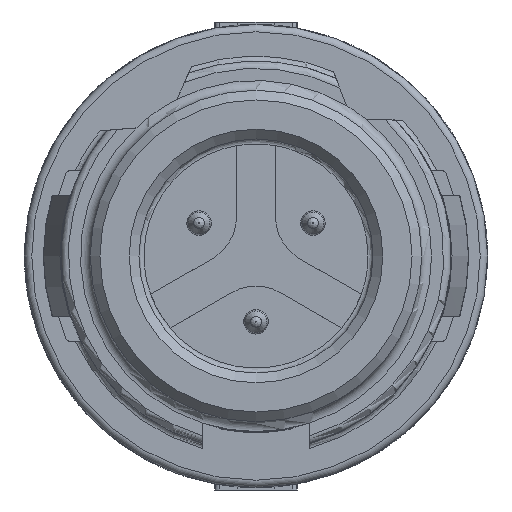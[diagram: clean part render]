
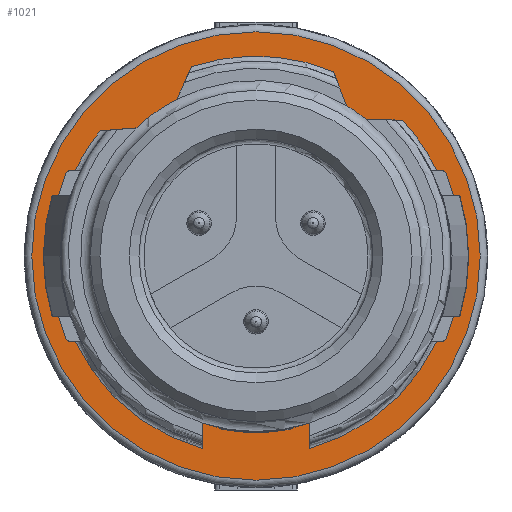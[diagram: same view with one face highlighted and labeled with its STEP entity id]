
A CAD part, left-side view. The second image highlights one B-rep face of the part: STEP entity #1021.
In plain terms, the highlighted planar face has unit normal (-1, 0, 0).
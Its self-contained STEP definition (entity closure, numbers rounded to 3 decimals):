
#171=PLANE('',#4283);
#535=LINE('',#5816,#755);
#542=LINE('',#5865,#762);
#546=LINE('',#5874,#766);
#555=LINE('',#5927,#775);
#620=LINE('',#7074,#840);
#621=LINE('',#7080,#841);
#622=LINE('',#7084,#842);
#623=LINE('',#7088,#843);
#624=LINE('',#7092,#844);
#625=LINE('',#7097,#845);
#755=VECTOR('',#4644,1.);
#762=VECTOR('',#4653,1.);
#766=VECTOR('',#4659,1.);
#775=VECTOR('',#4670,1.);
#840=VECTOR('',#4951,1.);
#841=VECTOR('',#4956,1.);
#842=VECTOR('',#4959,1.);
#843=VECTOR('',#4962,1.);
#844=VECTOR('',#4965,1.);
#845=VECTOR('',#4970,1.);
#1021=ADVANCED_FACE('',(#1345,#1346),#171,.F.);
#1345=FACE_BOUND('',#1538,.T.);
#1346=FACE_BOUND('',#1539,.T.);
#1538=EDGE_LOOP('',(#2086));
#1539=EDGE_LOOP('',(#2087,#2088,#2089,#2090,#2091,#2092,#2093,#2094,#2095,
#2096,#2097,#2098,#2099,#2100,#2101,#2102,#2103,#2104,#2105,#2106,#2107,
#2108,#2109,#2110));
#2086=ORIENTED_EDGE('',*,*,#3554,.T.);
#2087=ORIENTED_EDGE('',*,*,#3555,.F.);
#2088=ORIENTED_EDGE('',*,*,#3556,.T.);
#2089=ORIENTED_EDGE('',*,*,#3359,.F.);
#2090=ORIENTED_EDGE('',*,*,#3433,.T.);
#2091=ORIENTED_EDGE('',*,*,#3394,.T.);
#2092=ORIENTED_EDGE('',*,*,#3435,.T.);
#2093=ORIENTED_EDGE('',*,*,#3368,.T.);
#2094=ORIENTED_EDGE('',*,*,#3557,.T.);
#2095=ORIENTED_EDGE('',*,*,#3558,.F.);
#2096=ORIENTED_EDGE('',*,*,#3559,.F.);
#2097=ORIENTED_EDGE('',*,*,#3560,.F.);
#2098=ORIENTED_EDGE('',*,*,#3561,.T.);
#2099=ORIENTED_EDGE('',*,*,#3562,.F.);
#2100=ORIENTED_EDGE('',*,*,#3563,.F.);
#2101=ORIENTED_EDGE('',*,*,#3564,.F.);
#2102=ORIENTED_EDGE('',*,*,#3565,.T.);
#2103=ORIENTED_EDGE('',*,*,#3372,.T.);
#2104=ORIENTED_EDGE('',*,*,#3437,.T.);
#2105=ORIENTED_EDGE('',*,*,#3398,.T.);
#2106=ORIENTED_EDGE('',*,*,#3439,.T.);
#2107=ORIENTED_EDGE('',*,*,#3383,.F.);
#2108=ORIENTED_EDGE('',*,*,#3566,.T.);
#2109=ORIENTED_EDGE('',*,*,#3567,.T.);
#2110=ORIENTED_EDGE('',*,*,#3568,.T.);
#2975=VERTEX_POINT('',#5815);
#2976=VERTEX_POINT('',#5817);
#2984=VERTEX_POINT('',#5864);
#2985=VERTEX_POINT('',#5866);
#2988=VERTEX_POINT('',#5873);
#2989=VERTEX_POINT('',#5875);
#2993=VERTEX_POINT('',#5900);
#2999=VERTEX_POINT('',#5926);
#3010=VERTEX_POINT('',#5951);
#3011=VERTEX_POINT('',#5953);
#3014=VERTEX_POINT('',#5960);
#3015=VERTEX_POINT('',#5962);
#3124=VERTEX_POINT('',#7073);
#3125=VERTEX_POINT('',#7075);
#3126=VERTEX_POINT('',#7076);
#3127=VERTEX_POINT('',#7079);
#3128=VERTEX_POINT('',#7081);
#3129=VERTEX_POINT('',#7083);
#3130=VERTEX_POINT('',#7085);
#3131=VERTEX_POINT('',#7087);
#3132=VERTEX_POINT('',#7089);
#3133=VERTEX_POINT('',#7091);
#3134=VERTEX_POINT('',#7093);
#3135=VERTEX_POINT('',#7096);
#3136=VERTEX_POINT('',#7098);
#3359=EDGE_CURVE('',#2975,#2976,#535,.T.);
#3368=EDGE_CURVE('',#2985,#2984,#542,.T.);
#3372=EDGE_CURVE('',#2989,#2988,#546,.T.);
#3383=EDGE_CURVE('',#2999,#2993,#555,.T.);
#3394=EDGE_CURVE('',#3011,#3010,#3934,.T.);
#3398=EDGE_CURVE('',#3015,#3014,#3936,.T.);
#3433=EDGE_CURVE('',#2975,#3011,#3938,.T.);
#3435=EDGE_CURVE('',#3010,#2985,#3940,.T.);
#3437=EDGE_CURVE('',#2988,#3015,#3942,.T.);
#3439=EDGE_CURVE('',#3014,#2993,#3944,.T.);
#3554=EDGE_CURVE('',#3124,#3124,#3983,.T.);
#3555=EDGE_CURVE('',#3125,#3126,#620,.T.);
#3556=EDGE_CURVE('',#3125,#2976,#3984,.T.);
#3557=EDGE_CURVE('',#2984,#3127,#3985,.T.);
#3558=EDGE_CURVE('',#3128,#3127,#621,.T.);
#3559=EDGE_CURVE('',#3129,#3128,#3986,.T.);
#3560=EDGE_CURVE('',#3130,#3129,#622,.T.);
#3561=EDGE_CURVE('',#3130,#3131,#3987,.T.);
#3562=EDGE_CURVE('',#3132,#3131,#623,.T.);
#3563=EDGE_CURVE('',#3133,#3132,#3988,.T.);
#3564=EDGE_CURVE('',#3134,#3133,#624,.T.);
#3565=EDGE_CURVE('',#3134,#2989,#3989,.T.);
#3566=EDGE_CURVE('',#2999,#3135,#3990,.T.);
#3567=EDGE_CURVE('',#3135,#3136,#625,.T.);
#3568=EDGE_CURVE('',#3136,#3126,#3991,.T.);
#3934=CIRCLE('',#4175,4.25);
#3936=CIRCLE('',#4178,4.25);
#3938=CIRCLE('',#4185,0.1);
#3940=CIRCLE('',#4188,0.1);
#3942=CIRCLE('',#4191,0.1);
#3944=CIRCLE('',#4194,0.1);
#3983=CIRCLE('',#4274,4.6);
#3984=CIRCLE('',#4275,4.1);
#3985=CIRCLE('',#4276,4.1);
#3986=CIRCLE('',#4277,3.6);
#3987=CIRCLE('',#4278,4.1);
#3988=CIRCLE('',#4279,3.6);
#3989=CIRCLE('',#4280,4.1);
#3990=CIRCLE('',#4281,4.1);
#3991=CIRCLE('',#4282,3.6);
#4175=AXIS2_PLACEMENT_3D('',#5952,#4692,#4693);
#4178=AXIS2_PLACEMENT_3D('',#5961,#4700,#4701);
#4185=AXIS2_PLACEMENT_3D('',#6168,#4735,#4736);
#4188=AXIS2_PLACEMENT_3D('',#6171,#4741,#4742);
#4191=AXIS2_PLACEMENT_3D('',#6174,#4747,#4748);
#4194=AXIS2_PLACEMENT_3D('',#6177,#4753,#4754);
#4274=AXIS2_PLACEMENT_3D('',#7072,#4949,#4950);
#4275=AXIS2_PLACEMENT_3D('',#7077,#4952,#4953);
#4276=AXIS2_PLACEMENT_3D('',#7078,#4954,#4955);
#4277=AXIS2_PLACEMENT_3D('',#7082,#4957,#4958);
#4278=AXIS2_PLACEMENT_3D('',#7086,#4960,#4961);
#4279=AXIS2_PLACEMENT_3D('',#7090,#4963,#4964);
#4280=AXIS2_PLACEMENT_3D('',#7094,#4966,#4967);
#4281=AXIS2_PLACEMENT_3D('',#7095,#4968,#4969);
#4282=AXIS2_PLACEMENT_3D('',#7099,#4971,#4972);
#4283=AXIS2_PLACEMENT_3D('',#7100,#4973,#4974);
#4644=DIRECTION('',(0.,-1.,0.));
#4653=DIRECTION('',(0.,-1.,0.));
#4659=DIRECTION('',(0.,-1.,0.));
#4670=DIRECTION('',(0.,-1.,0.));
#4692=DIRECTION('',(1.,0.,0.));
#4693=DIRECTION('',(0.,-1.,0.));
#4700=DIRECTION('',(1.,0.,0.));
#4701=DIRECTION('',(0.,-1.,0.));
#4735=DIRECTION('',(1.,0.,0.));
#4736=DIRECTION('',(0.,-1.,0.));
#4741=DIRECTION('',(1.,0.,0.));
#4742=DIRECTION('',(0.,-1.,0.));
#4747=DIRECTION('',(1.,0.,0.));
#4748=DIRECTION('',(0.,-1.,0.));
#4753=DIRECTION('',(1.,0.,0.));
#4754=DIRECTION('',(0.,-1.,0.));
#4949=DIRECTION('',(-1.,0.,0.));
#4950=DIRECTION('',(0.,-1.,0.));
#4951=DIRECTION('',(0.,0.,1.));
#4952=DIRECTION('',(1.,0.,0.));
#4953=DIRECTION('',(0.,-1.,0.));
#4954=DIRECTION('',(1.,0.,0.));
#4955=DIRECTION('',(0.,-1.,0.));
#4956=DIRECTION('',(0.,0.997,-0.079));
#4957=DIRECTION('',(-1.,0.,0.));
#4958=DIRECTION('',(0.,1.,0.));
#4959=DIRECTION('',(0.,0.415,-0.91));
#4960=DIRECTION('',(1.,0.,0.));
#4961=DIRECTION('',(0.,-1.,0.));
#4962=DIRECTION('',(0.,0.358,0.934));
#4963=DIRECTION('',(-1.,0.,0.));
#4964=DIRECTION('',(0.,0.559,0.829));
#4965=DIRECTION('',(0.,1.,0.017));
#4966=DIRECTION('',(1.,0.,0.));
#4967=DIRECTION('',(0.,-1.,0.));
#4968=DIRECTION('',(1.,0.,0.));
#4969=DIRECTION('',(0.,-1.,0.));
#4970=DIRECTION('',(0.,0.,1.));
#4971=DIRECTION('',(1.,0.,0.));
#4972=DIRECTION('',(0.,1.,0.));
#4973=DIRECTION('',(1.,0.,0.));
#4974=DIRECTION('',(0.,-1.,0.));
#5815=CARTESIAN_POINT('',(7.2,3.808,-1.75));
#5816=CARTESIAN_POINT('',(7.2,0.,-1.75));
#5817=CARTESIAN_POINT('',(7.2,3.708,-1.75));
#5864=CARTESIAN_POINT('',(7.2,3.708,1.75));
#5865=CARTESIAN_POINT('',(7.2,0.,1.75));
#5866=CARTESIAN_POINT('',(7.2,3.808,1.75));
#5873=CARTESIAN_POINT('',(7.2,-3.808,1.75));
#5874=CARTESIAN_POINT('',(7.2,0.,1.75));
#5875=CARTESIAN_POINT('',(7.2,-3.708,1.75));
#5900=CARTESIAN_POINT('',(7.2,-3.808,-1.75));
#5926=CARTESIAN_POINT('',(7.2,-3.708,-1.75));
#5927=CARTESIAN_POINT('',(7.2,0.,-1.75));
#5951=CARTESIAN_POINT('',(7.2,3.9,1.69));
#5952=CARTESIAN_POINT('',(7.2,0.,0.));
#5953=CARTESIAN_POINT('',(7.2,3.9,-1.69));
#5960=CARTESIAN_POINT('',(7.2,-3.9,-1.69));
#5961=CARTESIAN_POINT('',(7.2,0.,0.));
#5962=CARTESIAN_POINT('',(7.2,-3.9,1.69));
#6168=CARTESIAN_POINT('',(7.2,3.808,-1.65));
#6171=CARTESIAN_POINT('',(7.2,3.808,1.65));
#6174=CARTESIAN_POINT('',(7.2,-3.808,1.65));
#6177=CARTESIAN_POINT('',(7.2,-3.808,-1.65));
#7072=CARTESIAN_POINT('',(7.2,0.,0.));
#7073=CARTESIAN_POINT('',(7.2,-4.6,0.));
#7074=CARTESIAN_POINT('',(7.2,1.1,0.));
#7075=CARTESIAN_POINT('',(7.2,1.1,-3.95));
#7076=CARTESIAN_POINT('',(7.2,1.1,-3.428));
#7077=CARTESIAN_POINT('',(7.2,0.,0.));
#7078=CARTESIAN_POINT('',(7.2,0.,0.));
#7079=CARTESIAN_POINT('',(7.2,3.196,2.568));
#7080=CARTESIAN_POINT('',(7.2,2.462,2.627));
#7081=CARTESIAN_POINT('',(7.2,2.462,2.627));
#7082=CARTESIAN_POINT('',(7.2,0.,0.));
#7083=CARTESIAN_POINT('',(7.2,1.626,3.212));
#7084=CARTESIAN_POINT('',(7.2,1.378,3.755));
#7085=CARTESIAN_POINT('',(7.2,1.32,3.882));
#7086=CARTESIAN_POINT('',(7.2,0.,0.));
#7087=CARTESIAN_POINT('',(7.2,-1.589,3.78));
#7088=CARTESIAN_POINT('',(7.2,-1.855,3.085));
#7089=CARTESIAN_POINT('',(7.2,-1.855,3.085));
#7090=CARTESIAN_POINT('',(7.2,0.,0.));
#7091=CARTESIAN_POINT('',(7.2,-2.265,2.798));
#7092=CARTESIAN_POINT('',(7.2,-2.868,2.788));
#7093=CARTESIAN_POINT('',(7.2,-3.008,2.786));
#7094=CARTESIAN_POINT('',(7.2,0.,0.));
#7095=CARTESIAN_POINT('',(7.2,0.,0.));
#7096=CARTESIAN_POINT('',(7.2,-1.1,-3.95));
#7097=CARTESIAN_POINT('',(7.2,-1.1,-4.286));
#7098=CARTESIAN_POINT('',(7.2,-1.1,-3.428));
#7099=CARTESIAN_POINT('',(7.2,0.,0.));
#7100=CARTESIAN_POINT('',(7.2,0.,0.));
